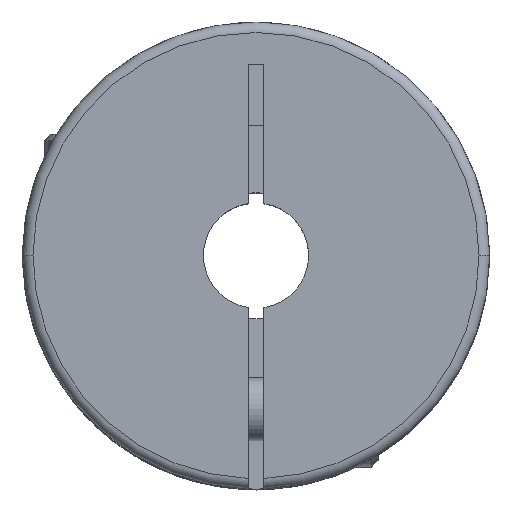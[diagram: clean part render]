
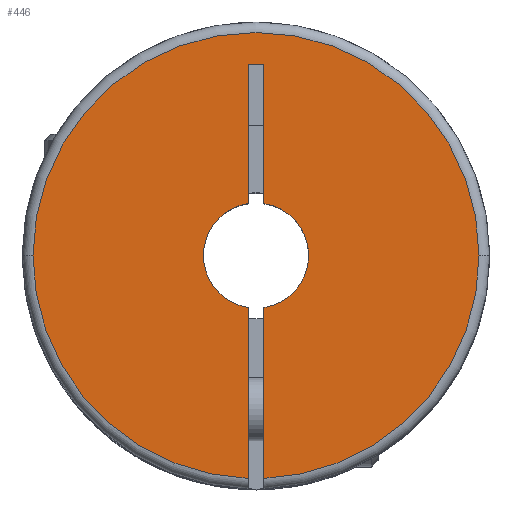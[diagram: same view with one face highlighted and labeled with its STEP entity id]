
A CAD part, top view. The second image highlights one B-rep face of the part: STEP entity #446.
In plain terms, the highlighted planar face has unit normal (0, 0, 1).
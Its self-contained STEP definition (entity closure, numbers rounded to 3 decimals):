
#88 = CARTESIAN_POINT ( 'NONE',  ( 0., 0., 0. ) ) ;
#172 = VERTEX_POINT ( 'NONE', #1294 ) ;
#268 = LINE ( 'NONE', #4332, #3039 ) ;
#309 = VERTEX_POINT ( 'NONE', #4420 ) ;
#314 = ORIENTED_EDGE ( 'NONE', *, *, #4427, .F. ) ;
#414 = DIRECTION ( 'NONE',  ( 0., 0., -1. ) ) ;
#435 = EDGE_CURVE ( 'NONE', #2134, #3531, #772, .T. ) ;
#441 = VERTEX_POINT ( 'NONE', #3550 ) ;
#446 = ADVANCED_FACE ( 'NONE', ( #3214 ), #1156, .F. ) ;
#478 = DIRECTION ( 'NONE',  ( 0., -1., 0. ) ) ;
#505 = CARTESIAN_POINT ( 'NONE',  ( -0.375, -10.593, 0. ) ) ;
#542 = VERTEX_POINT ( 'NONE', #3677 ) ;
#588 = ORIENTED_EDGE ( 'NONE', *, *, #3980, .F. ) ;
#609 = DIRECTION ( 'NONE',  ( 0., 0., -1. ) ) ;
#686 = DIRECTION ( 'NONE',  ( -1., 0., 0. ) ) ;
#761 = AXIS2_PLACEMENT_3D ( 'NONE', #2684, #1661, #686 ) ;
#772 = CIRCLE ( 'NONE', #3286, 2.5 ) ;
#899 = CARTESIAN_POINT ( 'NONE',  ( 0.375, -10.593, 0. ) ) ;
#951 = CARTESIAN_POINT ( 'NONE',  ( 0.375, -11.1, 0. ) ) ;
#956 = CARTESIAN_POINT ( 'NONE',  ( 0.375, 9.1, 0. ) ) ;
#1070 = CARTESIAN_POINT ( 'NONE',  ( 10.6, 0., 0. ) ) ;
#1076 = CARTESIAN_POINT ( 'NONE',  ( -0.375, 9.1, 0. ) ) ;
#1107 = EDGE_CURVE ( 'NONE', #309, #542, #2742, .T. ) ;
#1129 = CIRCLE ( 'NONE', #1851, 2.5 ) ;
#1155 = VERTEX_POINT ( 'NONE', #1070 ) ;
#1156 = PLANE ( 'NONE',  #2998 ) ;
#1169 = ORIENTED_EDGE ( 'NONE', *, *, #1107, .F. ) ;
#1201 = VERTEX_POINT ( 'NONE', #505 ) ;
#1252 = DIRECTION ( 'NONE',  ( 0., 1., 0. ) ) ;
#1258 = LINE ( 'NONE', #951, #3773 ) ;
#1294 = CARTESIAN_POINT ( 'NONE',  ( -0.375, -2.472, 0. ) ) ;
#1435 = ORIENTED_EDGE ( 'NONE', *, *, #2301, .F. ) ;
#1489 = VERTEX_POINT ( 'NONE', #3196 ) ;
#1596 = ORIENTED_EDGE ( 'NONE', *, *, #2547, .F. ) ;
#1642 = CARTESIAN_POINT ( 'NONE',  ( 0., 0., 0. ) ) ;
#1661 = DIRECTION ( 'NONE',  ( 0., 0., -1. ) ) ;
#1674 = CARTESIAN_POINT ( 'NONE',  ( -0.375, 9.1, 0. ) ) ;
#1798 = DIRECTION ( 'NONE',  ( -1., 0., 0. ) ) ;
#1851 = AXIS2_PLACEMENT_3D ( 'NONE', #3001, #609, #2582 ) ;
#1880 = ORIENTED_EDGE ( 'NONE', *, *, #1915, .T. ) ;
#1915 = EDGE_CURVE ( 'NONE', #441, #542, #1129, .T. ) ;
#2054 = AXIS2_PLACEMENT_3D ( 'NONE', #1642, #4202, #1798 ) ;
#2069 = CARTESIAN_POINT ( 'NONE',  ( 0.375, -2.472, 0. ) ) ;
#2086 = DIRECTION ( 'NONE',  ( 0., 0., -1. ) ) ;
#2099 = AXIS2_PLACEMENT_3D ( 'NONE', #88, #2086, #2451 ) ;
#2128 = DIRECTION ( 'NONE',  ( 0., 0., -1. ) ) ;
#2134 = VERTEX_POINT ( 'NONE', #3452 ) ;
#2139 = ORIENTED_EDGE ( 'NONE', *, *, #4165, .F. ) ;
#2152 = CARTESIAN_POINT ( 'NONE',  ( 0., 0., 0. ) ) ;
#2301 = EDGE_CURVE ( 'NONE', #2735, #3531, #1258, .T. ) ;
#2327 = DIRECTION ( 'NONE',  ( -1., 0., 0. ) ) ;
#2408 = EDGE_CURVE ( 'NONE', #3389, #1155, #2700, .T. ) ;
#2451 = DIRECTION ( 'NONE',  ( -1., 0., 0. ) ) ;
#2505 = LINE ( 'NONE', #1076, #3060 ) ;
#2517 = EDGE_CURVE ( 'NONE', #1155, #2735, #2987, .T. ) ;
#2547 = EDGE_CURVE ( 'NONE', #172, #1201, #2505, .T. ) ;
#2582 = DIRECTION ( 'NONE',  ( -1., 0., 0. ) ) ;
#2684 = CARTESIAN_POINT ( 'NONE',  ( 0., 0., 0. ) ) ;
#2700 = CIRCLE ( 'NONE', #761, 10.6 ) ;
#2728 = ORIENTED_EDGE ( 'NONE', *, *, #2408, .F. ) ;
#2735 = VERTEX_POINT ( 'NONE', #899 ) ;
#2742 = LINE ( 'NONE', #1674, #3062 ) ;
#2760 = EDGE_CURVE ( 'NONE', #172, #441, #2845, .T. ) ;
#2845 = CIRCLE ( 'NONE', #3631, 2.5 ) ;
#2861 = DIRECTION ( 'NONE',  ( 0., -1., 0. ) ) ;
#2939 = ORIENTED_EDGE ( 'NONE', *, *, #435, .T. ) ;
#2987 = CIRCLE ( 'NONE', #2054, 10.6 ) ;
#2998 = AXIS2_PLACEMENT_3D ( 'NONE', #2152, #2128, #478 ) ;
#3001 = CARTESIAN_POINT ( 'NONE',  ( 0., 0., 0. ) ) ;
#3039 = VECTOR ( 'NONE', #1252, 1000. ) ;
#3054 = DIRECTION ( 'NONE',  ( 0., -1., 0. ) ) ;
#3060 = VECTOR ( 'NONE', #2861, 1000. ) ;
#3062 = VECTOR ( 'NONE', #3054, 1000. ) ;
#3196 = CARTESIAN_POINT ( 'NONE',  ( 0.375, 9.1, 0. ) ) ;
#3214 = FACE_OUTER_BOUND ( 'NONE', #3722, .T. ) ;
#3263 = DIRECTION ( 'NONE',  ( -1., 0., 0. ) ) ;
#3286 = AXIS2_PLACEMENT_3D ( 'NONE', #3870, #414, #4173 ) ;
#3308 = CARTESIAN_POINT ( 'NONE',  ( 0., 0., 0. ) ) ;
#3313 = DIRECTION ( 'NONE',  ( 0., 1., 0. ) ) ;
#3389 = VERTEX_POINT ( 'NONE', #4013 ) ;
#3452 = CARTESIAN_POINT ( 'NONE',  ( 0.375, 2.472, 0. ) ) ;
#3531 = VERTEX_POINT ( 'NONE', #2069 ) ;
#3550 = CARTESIAN_POINT ( 'NONE',  ( -2.5, 0., 0. ) ) ;
#3631 = AXIS2_PLACEMENT_3D ( 'NONE', #3308, #4331, #3263 ) ;
#3677 = CARTESIAN_POINT ( 'NONE',  ( -0.375, 2.472, 0. ) ) ;
#3689 = ORIENTED_EDGE ( 'NONE', *, *, #2760, .T. ) ;
#3722 = EDGE_LOOP ( 'NONE', ( #2139, #1596, #3689, #1880, #1169, #314, #588, #2939, #1435, #4236, #2728 ) ) ;
#3773 = VECTOR ( 'NONE', #3313, 1000. ) ;
#3870 = CARTESIAN_POINT ( 'NONE',  ( 0., 0., 0. ) ) ;
#3980 = EDGE_CURVE ( 'NONE', #2134, #1489, #268, .T. ) ;
#4013 = CARTESIAN_POINT ( 'NONE',  ( -10.6, 0., 0. ) ) ;
#4038 = LINE ( 'NONE', #956, #4115 ) ;
#4049 = CIRCLE ( 'NONE', #2099, 10.6 ) ;
#4115 = VECTOR ( 'NONE', #2327, 1000. ) ;
#4165 = EDGE_CURVE ( 'NONE', #1201, #3389, #4049, .T. ) ;
#4173 = DIRECTION ( 'NONE',  ( -1., 0., 0. ) ) ;
#4202 = DIRECTION ( 'NONE',  ( 0., 0., -1. ) ) ;
#4236 = ORIENTED_EDGE ( 'NONE', *, *, #2517, .F. ) ;
#4331 = DIRECTION ( 'NONE',  ( 0., 0., -1. ) ) ;
#4332 = CARTESIAN_POINT ( 'NONE',  ( 0.375, -11.1, 0. ) ) ;
#4420 = CARTESIAN_POINT ( 'NONE',  ( -0.375, 9.1, 0. ) ) ;
#4427 = EDGE_CURVE ( 'NONE', #1489, #309, #4038, .T. ) ;
